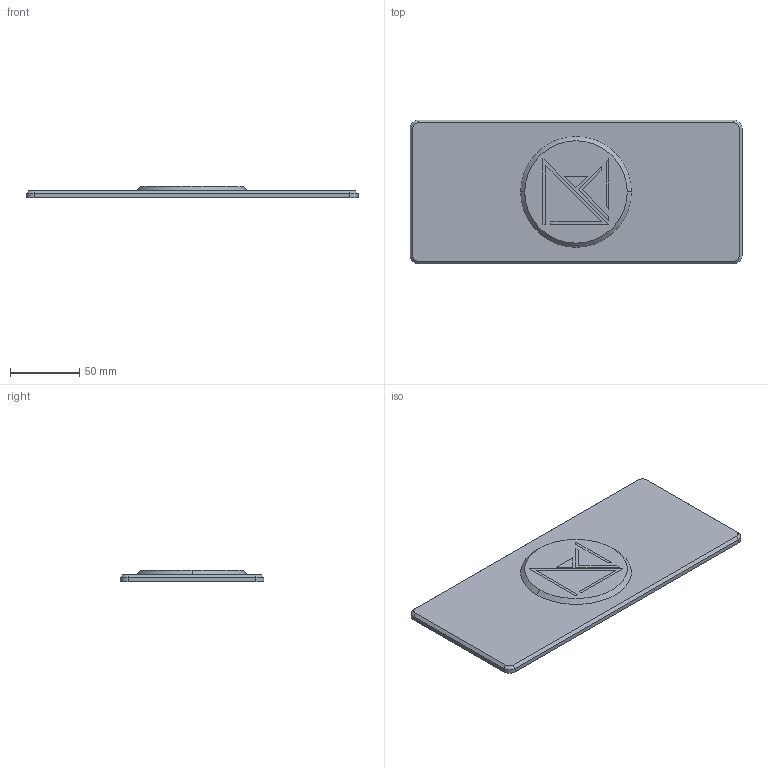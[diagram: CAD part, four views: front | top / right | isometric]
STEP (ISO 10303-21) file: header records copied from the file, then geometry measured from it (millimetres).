
FILE_DESCRIPTION(('CATIA V5 STEP Exchange'),'2;1');
FILE_NAME('Kryt.stp','2025-02-16T21:38:23+00:00',('none'),('none'),'CATIA Version 5 Release 19 SP 2 (IN-10)','CATIA V5 STEP AP203','none');
FILE_SCHEMA(('CONFIG_CONTROL_DESIGN'));
Length unit declared in the file: millimetre
Products named in the file (1): Kryt
Bounding box: 239.9 x 103.9 x 8 mm (x, y, z)
Volume: 137106.7 mm3; surface area: 58991.9 mm2
Topology: 5 solids, 5 shells, 75 faces, 172 edges, 112 vertices
Faces by surface type: plane 65, cone 6, cylinder 4
Entity records: 2041 total; most frequent: CARTESIAN_POINT 349, ORIENTED_EDGE 344, DIRECTION 300, EDGE_CURVE 172, VECTOR 156, LINE 156, VERTEX_POINT 112, AXIS2_PLACEMENT_3D 81
